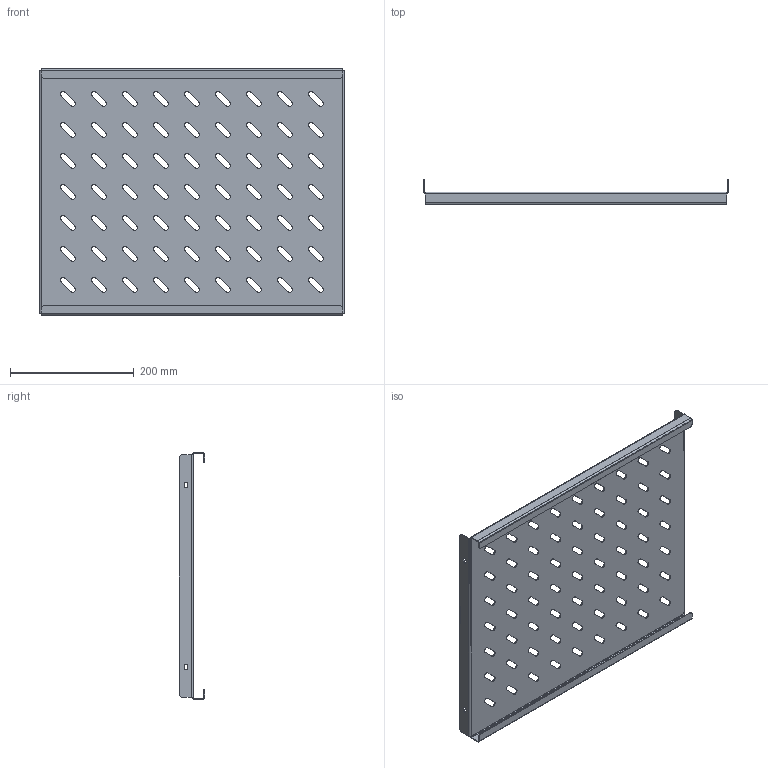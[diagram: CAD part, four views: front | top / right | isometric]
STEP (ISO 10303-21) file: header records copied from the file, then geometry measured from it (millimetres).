
FILE_DESCRIPTION (( 'STEP AP214' ), '1' );
FILE_NAME ('945.266.STEP', '2024-09-20T11:25:33', ( '' ), ( '' ), 'SwSTEP 2.0', 'SolidWorks 2021', '' );
FILE_SCHEMA (( 'AUTOMOTIVE_DESIGN' ));
Length unit declared in the file: millimetre
Products named in the file (1): 945.266
Bounding box: 492 x 41 x 397 mm (x, y, z)
Volume: 336915.9 mm3; surface area: 458990.2 mm2
Topology: 1 solids, 1 shells, 383 faces, 1115 edges, 734 vertices
Faces by surface type: cylinder 217, plane 166
Entity records: 13081 total; most frequent: DIRECTION 2317, CARTESIAN_POINT 2233, ORIENTED_EDGE 2230, EDGE_CURVE 1115, AXIS2_PLACEMENT_3D 818, VERTEX_POINT 734, VECTOR 681, LINE 681
